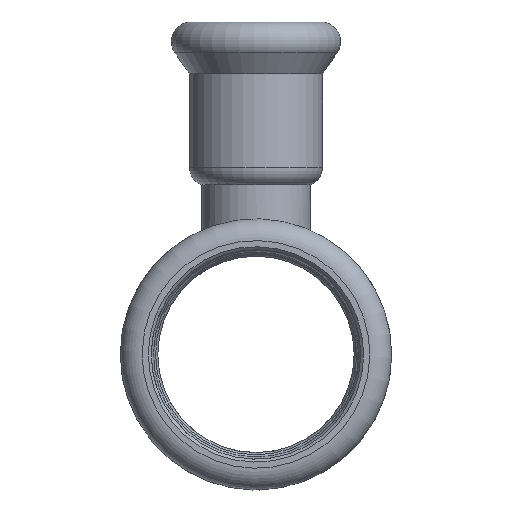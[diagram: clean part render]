
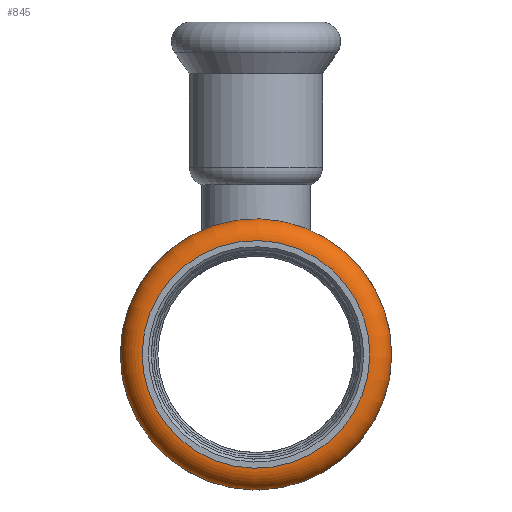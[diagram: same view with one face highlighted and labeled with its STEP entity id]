
A CAD part, left-side view. The second image highlights one B-rep face of the part: STEP entity #845.
In plain terms, the highlighted toroidal (fillet/blend) face has major radius 15.65 mm and minor radius 3 mm.
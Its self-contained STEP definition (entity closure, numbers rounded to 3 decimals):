
#133=FACE_OUTER_BOUND('',#193,.T.);
#193=EDGE_LOOP('',(#552,#553,#554,#555));
#260=CIRCLE('',#934,15.65);
#265=CIRCLE('',#942,3.);
#266=CIRCLE('',#943,18.068);
#344=VERTEX_POINT('',#1571);
#348=VERTEX_POINT('',#1583);
#418=EDGE_CURVE('',#344,#344,#260,.T.);
#423=EDGE_CURVE('',#344,#348,#265,.T.);
#424=EDGE_CURVE('',#348,#348,#266,.T.);
#552=ORIENTED_EDGE('',*,*,#418,.F.);
#553=ORIENTED_EDGE('',*,*,#423,.T.);
#554=ORIENTED_EDGE('',*,*,#424,.T.);
#555=ORIENTED_EDGE('',*,*,#423,.F.);
#764=TOROIDAL_SURFACE('',#941,15.65,3.);
#845=ADVANCED_FACE('',(#133),#764,.T.);
#934=AXIS2_PLACEMENT_3D('',#1572,#1090,#1091);
#941=AXIS2_PLACEMENT_3D('',#1582,#1104,#1105);
#942=AXIS2_PLACEMENT_3D('',#1584,#1106,#1107);
#943=AXIS2_PLACEMENT_3D('',#1585,#1108,#1109);
#1090=DIRECTION('center_axis',(-1.,0.,0.));
#1091=DIRECTION('ref_axis',(0.,0.,1.));
#1104=DIRECTION('center_axis',(-1.,0.,0.));
#1105=DIRECTION('ref_axis',(0.,0.479,0.878));
#1106=DIRECTION('center_axis',(0.,-0.878,0.479));
#1107=DIRECTION('ref_axis',(0.,-0.479,-0.878));
#1108=DIRECTION('center_axis',(-1.,0.,0.));
#1109=DIRECTION('ref_axis',(0.,0.,1.));
#1571=CARTESIAN_POINT('',(-42.,-7.503,-13.734));
#1572=CARTESIAN_POINT('Origin',(-42.,0.,0.));
#1582=CARTESIAN_POINT('Origin',(-39.,0.,0.));
#1583=CARTESIAN_POINT('',(-37.224,-8.662,-15.856));
#1584=CARTESIAN_POINT('Origin',(-39.,-7.503,-13.734));
#1585=CARTESIAN_POINT('Origin',(-37.224,0.,0.));
